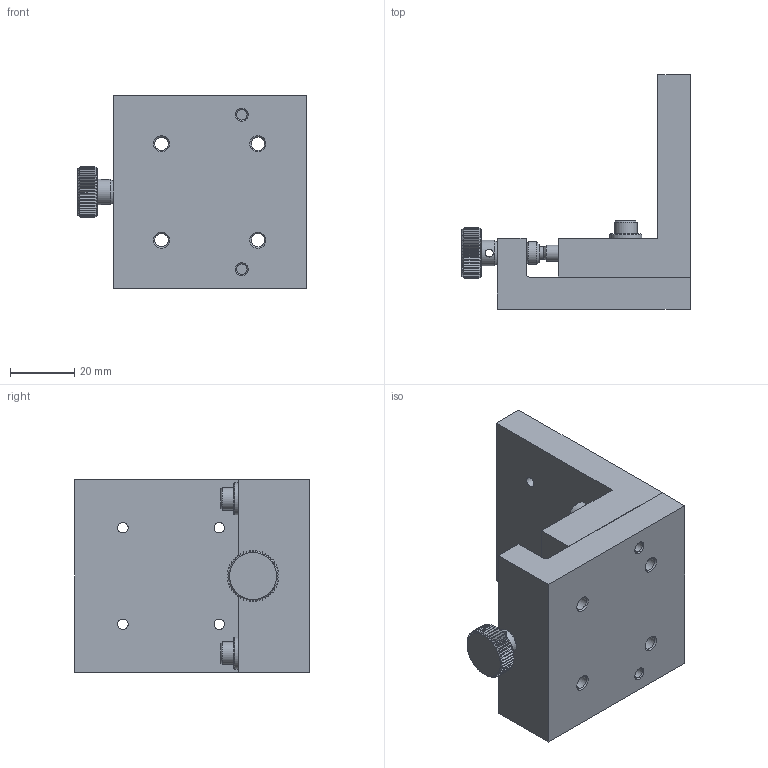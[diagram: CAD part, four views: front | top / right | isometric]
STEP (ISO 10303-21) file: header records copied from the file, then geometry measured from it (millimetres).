
FILE_DESCRIPTION (( 'STEP AP203' ), '1' );
FILE_NAME ('528996.STEP', '2024-11-12T01:20:52', ( 'Windows User' ), ( 'P R C' ), 'SwSTEP 2.0', 'SolidWorks 2020', '' );
FILE_SCHEMA (( 'CONFIG_CONTROL_DESIGN' ));
Length unit declared in the file: millimetre
Products named in the file (1): 528996
Bounding box: 71 x 73 x 60 mm (x, y, z)
Volume: 99747.6 mm3; surface area: 31742 mm2
Topology: 5 solids, 5 shells, 372 faces, 825 edges, 481 vertices
Faces by surface type: plane 162, cone 122, cylinder 86, bspline 2
Full cylindrical faces by diameter (mm): 2.459 x1, 3.242 x6, 4 x1, 4.134 x5, 4.5 x2, 5 x3, 5.5 x1, 7 x3, 7.5 x6, 8 x1, 10 x2
Entity records: 10220 total; most frequent: CARTESIAN_POINT 2416, DIRECTION 1589, ORIENTED_EDGE 1518, EDGE_CURVE 759, AXIS2_PLACEMENT_3D 663, EDGE_LOOP 477, VERTEX_POINT 468, FACE_OUTER_BOUND 403
